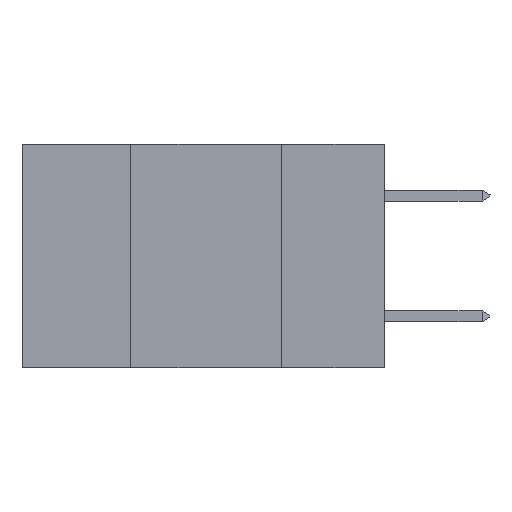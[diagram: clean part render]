
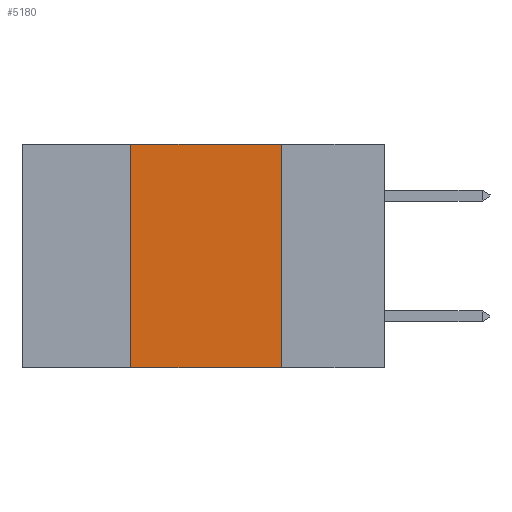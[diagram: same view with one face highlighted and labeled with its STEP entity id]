
A CAD part, left-side view. The second image highlights one B-rep face of the part: STEP entity #5180.
In plain terms, the highlighted planar face has unit normal (-1, 0, 0).
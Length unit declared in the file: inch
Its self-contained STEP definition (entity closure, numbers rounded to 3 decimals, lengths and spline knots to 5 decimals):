
#206 = ORIENTED_EDGE ( 'NONE', *, *, #17109, .F. ) ;
#1581 = ORIENTED_EDGE ( 'NONE', *, *, #3183, .F. ) ;
#2129 = DIRECTION ( 'NONE',  ( 0., -1., 0. ) ) ;
#3183 = EDGE_CURVE ( 'NONE', #4397, #16670, #5874, .T. ) ;
#3338 = EDGE_CURVE ( 'NONE', #24657, #16670, #7419, .T. ) ;
#3977 = PLANE ( 'NONE',  #11185 ) ;
#4156 = CARTESIAN_POINT ( 'NONE',  ( 0., 0.6, -0.37 ) ) ;
#4191 = VECTOR ( 'NONE', #25282, 39.37008 ) ;
#4397 = VERTEX_POINT ( 'NONE', #21263 ) ;
#5180 = ADVANCED_FACE ( 'NONE', ( #22120 ), #3977, .F. ) ;
#5874 = LINE ( 'NONE', #21683, #15824 ) ;
#5984 = DIRECTION ( 'NONE',  ( 0., -1., 0. ) ) ;
#5993 = DIRECTION ( 'NONE',  ( 1., 0., 0. ) ) ;
#6517 = VERTEX_POINT ( 'NONE', #21955 ) ;
#7419 = LINE ( 'NONE', #4156, #12076 ) ;
#9207 = CARTESIAN_POINT ( 'NONE',  ( 0., 0.42, 0. ) ) ;
#9620 = DIRECTION ( 'NONE',  ( 0., 0., -1. ) ) ;
#11185 = AXIS2_PLACEMENT_3D ( 'NONE', #15894, #5993, #19976 ) ;
#11436 = ORIENTED_EDGE ( 'NONE', *, *, #3338, .T. ) ;
#11821 = CARTESIAN_POINT ( 'NONE',  ( 0., 0.17, -0.37 ) ) ;
#12076 = VECTOR ( 'NONE', #2129, 39.37008 ) ;
#12487 = CARTESIAN_POINT ( 'NONE',  ( 0., 0.42, -0.37 ) ) ;
#13796 = LINE ( 'NONE', #19969, #23910 ) ;
#15824 = VECTOR ( 'NONE', #9620, 39.37008 ) ;
#15894 = CARTESIAN_POINT ( 'NONE',  ( 0., 0.6, 0. ) ) ;
#16670 = VERTEX_POINT ( 'NONE', #11821 ) ;
#17109 = EDGE_CURVE ( 'NONE', #24657, #6517, #20144, .T. ) ;
#17367 = EDGE_CURVE ( 'NONE', #6517, #4397, #13796, .T. ) ;
#19969 = CARTESIAN_POINT ( 'NONE',  ( 0., 0.6, 0. ) ) ;
#19976 = DIRECTION ( 'NONE',  ( 0., 0., -1. ) ) ;
#20144 = LINE ( 'NONE', #9207, #4191 ) ;
#20190 = EDGE_LOOP ( 'NONE', ( #1581, #20254, #206, #11436 ) ) ;
#20254 = ORIENTED_EDGE ( 'NONE', *, *, #17367, .F. ) ;
#21263 = CARTESIAN_POINT ( 'NONE',  ( 0., 0.17, 0. ) ) ;
#21683 = CARTESIAN_POINT ( 'NONE',  ( 0., 0.17, 0. ) ) ;
#21955 = CARTESIAN_POINT ( 'NONE',  ( 0., 0.42, 0. ) ) ;
#22120 = FACE_OUTER_BOUND ( 'NONE', #20190, .T. ) ;
#23910 = VECTOR ( 'NONE', #5984, 39.37008 ) ;
#24657 = VERTEX_POINT ( 'NONE', #12487 ) ;
#25282 = DIRECTION ( 'NONE',  ( 0., 0., 1. ) ) ;
